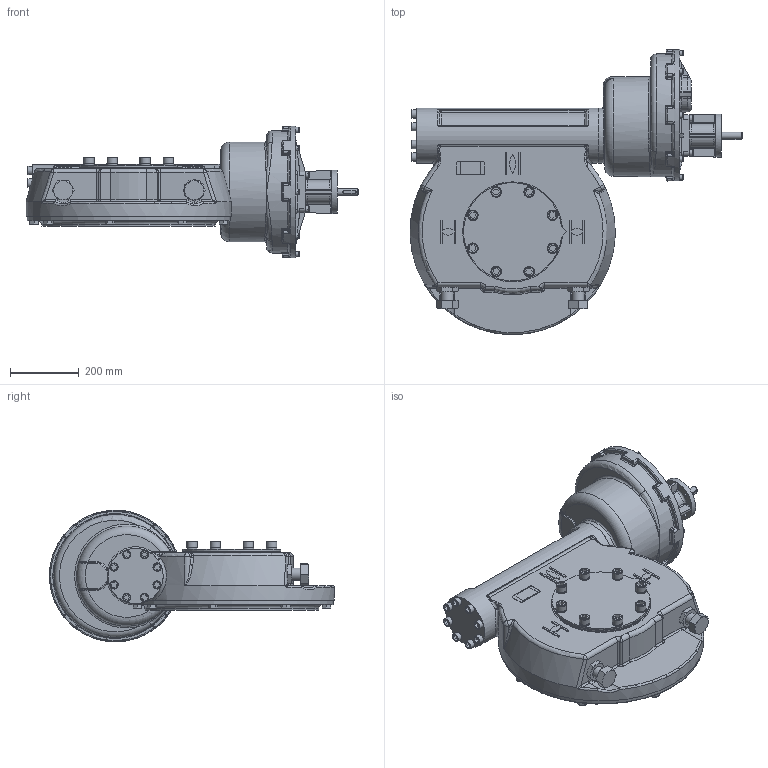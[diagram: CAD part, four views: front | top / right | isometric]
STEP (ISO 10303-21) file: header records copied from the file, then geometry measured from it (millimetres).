
FILE_DESCRIPTION(/* description */ ('Unknown'),/* implementation_level */ '2;1');
FILE_NAME(/* name */ 'IW9-IR3-0-1-e1',/* time_stamp */ '2021-10-01T13:40:51+01:00',/* author */ ('Unknown'),/* organization */ ('Unknown'),/* preprocessor_version */ 'ST-DEVELOPER v16.7',/* originating_system */ 'Solid Edge',/* authorisation */ 'Unknown');
FILE_SCHEMA (('AUTOMOTIVE_DESIGN {1 0 10303 214 3 1 1}'));
Products named in the file (1): IW9-IR3-0-1-e1
Bounding box: 963.73 x 827.45 x 381.84 mm (x, y, z)
Volume: 30087041 mm3; surface area: 3265427.3 mm2
Topology: 2 solids, 64 shells, 2563 faces, 6087 edges, 3745 vertices
Faces by surface type: plane 1114, cylinder 639, bspline 291, cone 223, torus 220, sphere 76
Full cylindrical faces by diameter (mm): 8.376 x16, 10 x8, 10.106 x4, 10.5 x12, 12 x4, 12.5 x4, 13.835 x9, 14 x16, 16 x25, 16.1 x1, 16.5 x8, 17 x8, 17.294 x16, 18 x4, 19.5 x1, 20 x9, 20.5 x24, 21 x8, 24 x8, 26 x8, 30 x8, 30.7 x8, 36 x4, 40.76 x1, 45 x1, 50 x1, 50.2 x2, 55 x1, 55.11 x1, 58 x1
Entity records: 95327 total; most frequent: CARTESIAN_POINT 25491, ORIENTED_EDGE 10492, DIRECTION 10398, EDGE_CURVE 5246, AXIS2_PLACEMENT_3D 4228, VERTEX_POINT 3517, FACE_BOUND 3343, EDGE_LOOP 3298
